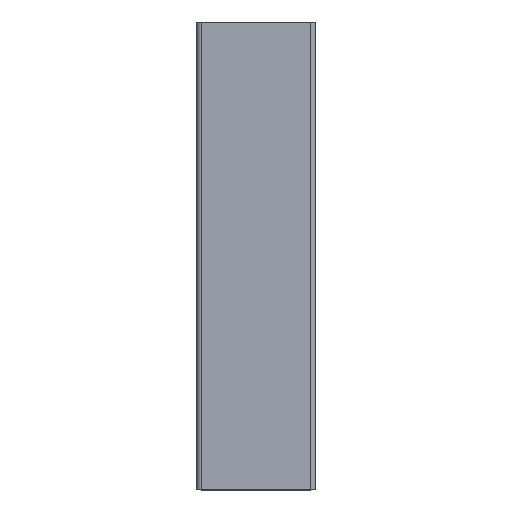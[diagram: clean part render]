
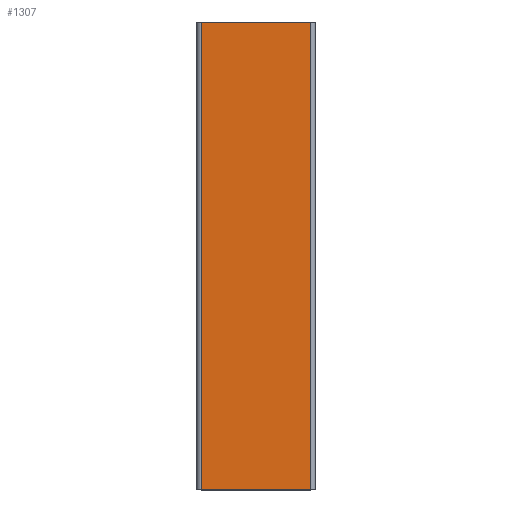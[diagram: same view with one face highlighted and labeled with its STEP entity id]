
A CAD part, top view. The second image highlights one B-rep face of the part: STEP entity #1307.
In plain terms, the highlighted planar face has unit normal (0, 0, 1).
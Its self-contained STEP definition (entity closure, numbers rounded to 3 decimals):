
#9 = CARTESIAN_POINT ( 'NONE',  ( 0., 0., 0. ) ) ;
#31 = CARTESIAN_POINT ( 'NONE',  ( 3., 295., 0. ) ) ;
#45 = VERTEX_POINT ( 'NONE', #888 ) ;
#167 = CARTESIAN_POINT ( 'NONE',  ( 72., 295., 0. ) ) ;
#168 = VERTEX_POINT ( 'NONE', #800 ) ;
#224 = EDGE_CURVE ( 'NONE', #45, #168, #1437, .T. ) ;
#258 = VERTEX_POINT ( 'NONE', #31 ) ;
#325 = EDGE_LOOP ( 'NONE', ( #538, #830, #1405, #718 ) ) ;
#347 = CARTESIAN_POINT ( 'NONE',  ( 0., 295., 0. ) ) ;
#538 = ORIENTED_EDGE ( 'NONE', *, *, #224, .T. ) ;
#601 = EDGE_CURVE ( 'NONE', #258, #45, #686, .T. ) ;
#661 = LINE ( 'NONE', #347, #668 ) ;
#665 = AXIS2_PLACEMENT_3D ( 'NONE', #1700, #1660, #1392 ) ;
#668 = VECTOR ( 'NONE', #1266, 1000. ) ;
#686 = LINE ( 'NONE', #1697, #1173 ) ;
#718 = ORIENTED_EDGE ( 'NONE', *, *, #601, .T. ) ;
#800 = CARTESIAN_POINT ( 'NONE',  ( 72., 0., 0. ) ) ;
#830 = ORIENTED_EDGE ( 'NONE', *, *, #1858, .T. ) ;
#888 = CARTESIAN_POINT ( 'NONE',  ( 3., 0., 0. ) ) ;
#1039 = CARTESIAN_POINT ( 'NONE',  ( 72., 295., 0. ) ) ;
#1143 = DIRECTION ( 'NONE',  ( 0., -1., 0. ) ) ;
#1173 = VECTOR ( 'NONE', #1143, 1000. ) ;
#1266 = DIRECTION ( 'NONE',  ( 1., 0., 0. ) ) ;
#1307 = ADVANCED_FACE ( 'NONE', ( #1536 ), #1800, .F. ) ;
#1392 = DIRECTION ( 'NONE',  ( -1., 0., 0. ) ) ;
#1405 = ORIENTED_EDGE ( 'NONE', *, *, #1455, .F. ) ;
#1437 = LINE ( 'NONE', #9, #1452 ) ;
#1452 = VECTOR ( 'NONE', #1545, 1000. ) ;
#1455 = EDGE_CURVE ( 'NONE', #258, #1641, #661, .T. ) ;
#1468 = VECTOR ( 'NONE', #1729, 1000. ) ;
#1536 = FACE_OUTER_BOUND ( 'NONE', #325, .T. ) ;
#1545 = DIRECTION ( 'NONE',  ( 1., 0., 0. ) ) ;
#1641 = VERTEX_POINT ( 'NONE', #1039 ) ;
#1660 = DIRECTION ( 'NONE',  ( 0., 0., -1. ) ) ;
#1697 = CARTESIAN_POINT ( 'NONE',  ( 3., 0., 0. ) ) ;
#1700 = CARTESIAN_POINT ( 'NONE',  ( 0., 295., 0. ) ) ;
#1729 = DIRECTION ( 'NONE',  ( 0., 1., 0. ) ) ;
#1800 = PLANE ( 'NONE',  #665 ) ;
#1858 = EDGE_CURVE ( 'NONE', #168, #1641, #2004, .T. ) ;
#2004 = LINE ( 'NONE', #167, #1468 ) ;
